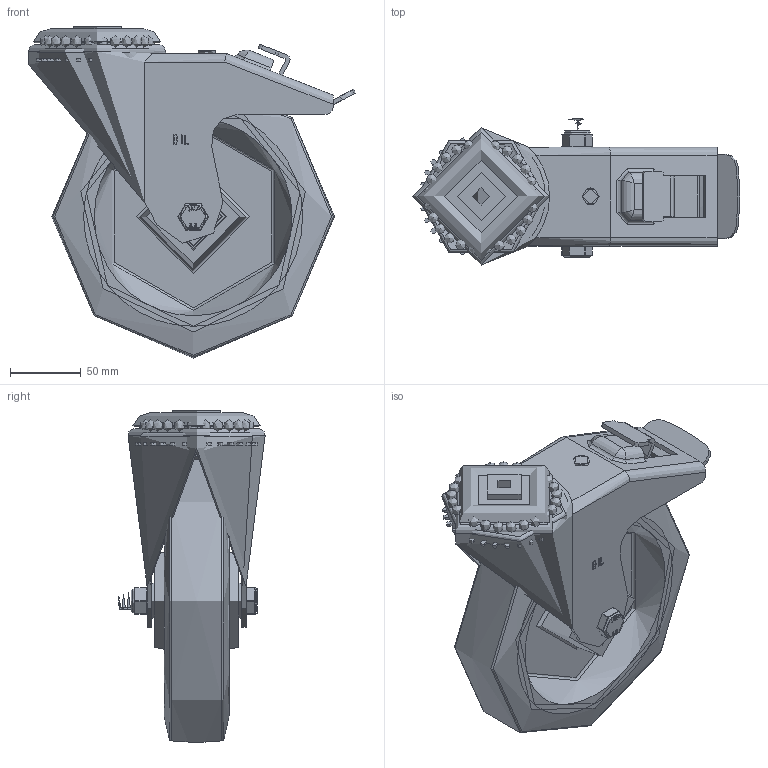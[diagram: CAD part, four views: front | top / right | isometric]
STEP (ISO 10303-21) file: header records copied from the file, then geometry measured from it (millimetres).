
FILE_DESCRIPTION(/* description */ (''),/* implementation_level */ '2;1');
FILE_NAME(/* name */ 'BZMM200RNBJBH12SWB.step',/* time_stamp */ '2024-10-07T16:52:48+01:00',/* author */ (''),/* organization */ (''),/* preprocessor_version */ 'ST-DEVELOPER v20',/* originating_system */ 'Autodesk Translation Framework v13.20.0.188',/* authorisation */ '');
FILE_SCHEMA (('AUTOMOTIVE_DESIGN { 1 0 10303 214 3 1 1 }'));
Products named in the file (37): BZMM200RNBJBH12SWB; BZMM200ASBH12SWB - 64 v1; ZINC PLATED, PRESSED STEEL HEAD; ZINC PLATED, PRESSED STEEL HEAD Geometry; BRAKE PAD; BRAKE PAD Geometry; BRAKE BOLT; ZINC PLATED, PRESSED STEEL BRAKE PEDAL; ZINC PLATED, PRESSED STEEL FORKS; ZINC PLATED, PRESSED STEEL FORKS Geometry; BOLT; NYLOC THIN NUT; NUT; SEAL; BZH200WRNBJM20 v1; 75 SHORE A ELASTIC RUBBER TYRE; NYLON RIM; BEARING SPACER; BEARING6204; BALL BEARINGS; BEARING6204 (1); BALL BEARINGS (1); Component3; INNER; OUTER; MIDDLE; RUBBER; TH20X2X12 v1; ZINC PLATED HEADED SPACER; TH20X2X12 v1 (1); ZINC PLATED HEADED SPACER (1); HEXBOLTM12X90Z8.8 v2; GRADE 8.8 ZINC PLATED BOLT; NYLOCM12Z v1; NYLOC NUT; NUT (1); RUBBER (1)
Assembly tree (55 placements, depth 5):
  BZMM200RNBJBH12SWB
    BZMM200ASBH12SWB - 64 v1
      ZINC PLATED, PRESSED STEEL HEAD
        ZINC PLATED, PRESSED STEEL HEAD Geometry
      BRAKE PAD
        BRAKE PAD Geometry
        BRAKE BOLT
      ZINC PLATED, PRESSED STEEL BRAKE PEDAL
      ZINC PLATED, PRESSED STEEL FORKS
        ZINC PLATED, PRESSED STEEL FORKS Geometry
        BOLT
        NYLOC THIN NUT
          NUT
          SEAL
    BZH200WRNBJM20 v1
      75 SHORE A ELASTIC RUBBER TYRE
      NYLON RIM
      BEARING SPACER
      BEARING6204
        INNER
        OUTER
        BALL BEARINGS
          Component3  x8
        MIDDLE
        RUBBER
      BEARING6204 (1)
        BALL BEARINGS (1)
          Component3  x8
        INNER
        OUTER
        MIDDLE
        RUBBER
    TH20X2X12 v1
      ZINC PLATED HEADED SPACER
    TH20X2X12 v1 (1)
      ZINC PLATED HEADED SPACER (1)
    HEXBOLTM12X90Z8.8 v2
      GRADE 8.8 ZINC PLATED BOLT
    NYLOCM12Z v1
      NYLOC NUT
        NUT (1)
        RUBBER (1)
Bounding box: 231.38 x 103.5 x 234.9 mm (x, y, z)
Volume: 1208156.6 mm3; surface area: 352432.7 mm2
Topology: 87 solids, 87 shells, 1444 faces, 3737 edges, 2462 vertices
Faces by surface type: plane 614, bspline 348, cylinder 318, sphere 117, torus 33, cone 14
Full cylindrical faces by diameter (mm): 6 x5, 7 x2, 9.5 x1, 9.836 x16, 10 x2, 11.834 x16, 12 x4, 12.2 x3, 12.3 x2, 14 x2, 17.75 x1, 18.5 x1, 19.8 x2, 20 x3, 24 x2, 25 x2, 27 x2, 28.5 x8, 30.8 x4, 31.3 x4, 34 x1, 39 x1, 40.3 x4, 40.5 x4, 40.8 x4, 42 x10, 45.5 x1, 47 x4, 51 x1, 58 x1
Entity records: 44999 total; most frequent: CARTESIAN_POINT 18679, ORIENTED_EDGE 5364, DIRECTION 4920, EDGE_CURVE 2682, VERTEX_POINT 1824, AXIS2_PLACEMENT_3D 1788, LINE 1344, VECTOR 1344
